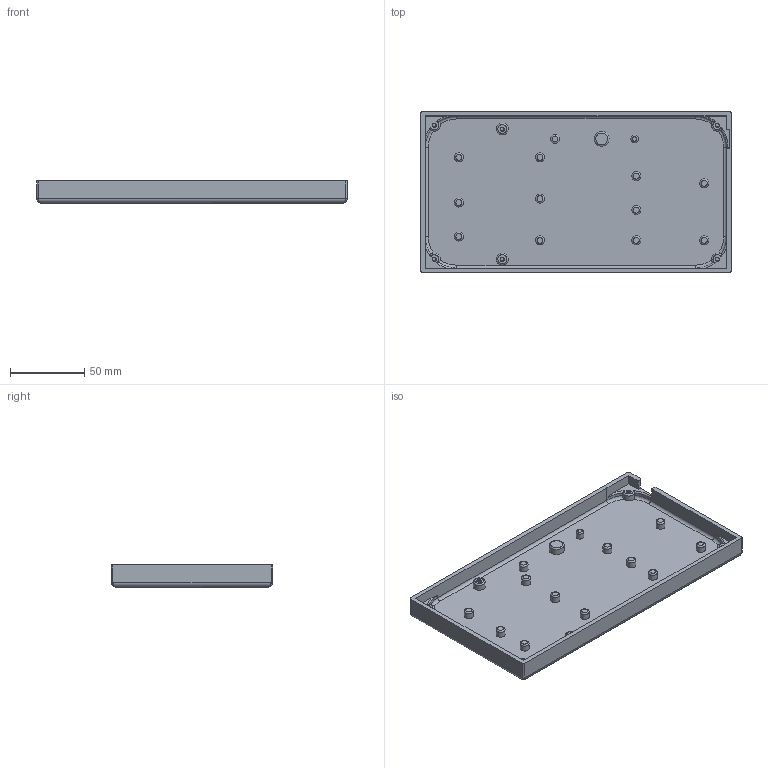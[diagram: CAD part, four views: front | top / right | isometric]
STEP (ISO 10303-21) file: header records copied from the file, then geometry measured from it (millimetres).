
FILE_DESCRIPTION(/* description */ (''),/* implementation_level */ '2;1');
FILE_NAME(/* name */ 'HB-UNI-TEST-PROG-BOARD_V2.1 v7.step',/* time_stamp */ '2021-02-21T18:33:05+01:00',/* author */ (''),/* organization */ (''),/* preprocessor_version */ 'ST-DEVELOPER v18.1',/* originating_system */ 'Autodesk Translation Framework v9.7.1.1290',/* authorisation */ '');
FILE_SCHEMA (('AUTOMOTIVE_DESIGN { 1 0 10303 214 3 1 1 }'));
Length unit declared in the file: millimetre
Products named in the file (1): HB-UNI-TEST-PROG-BOARD_V2.1
Bounding box: 208.7 x 108.4 x 15 mm (x, y, z)
Volume: 94139.6 mm3; surface area: 62517.1 mm2
Topology: 1 solids, 1 shells, 317 faces, 854 edges, 556 vertices
Faces by surface type: cylinder 221, plane 44, torus 36, bspline 16
Full cylindrical faces by diameter (mm): 2.529 x36, 3.086 x18, 5 x1, 6 x12, 8 x2, 10 x1
Entity records: 20908 total; most frequent: CARTESIAN_POINT 13637, ORIENTED_EDGE 1700, DIRECTION 1223, EDGE_CURVE 850, VERTEX_POINT 556, AXIS2_PLACEMENT_3D 478, B_SPLINE_CURVE_WITH_KNOTS 407, EDGE_LOOP 338
